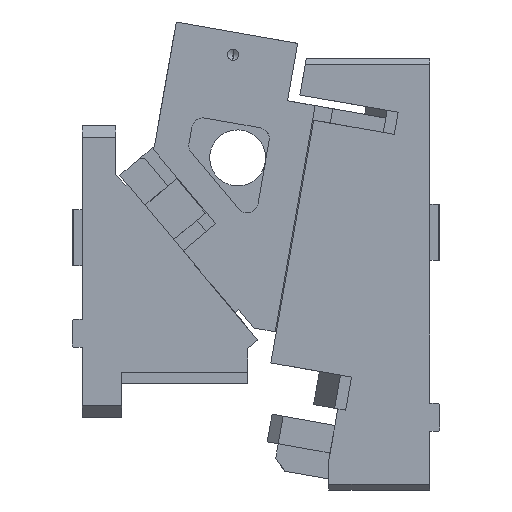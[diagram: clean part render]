
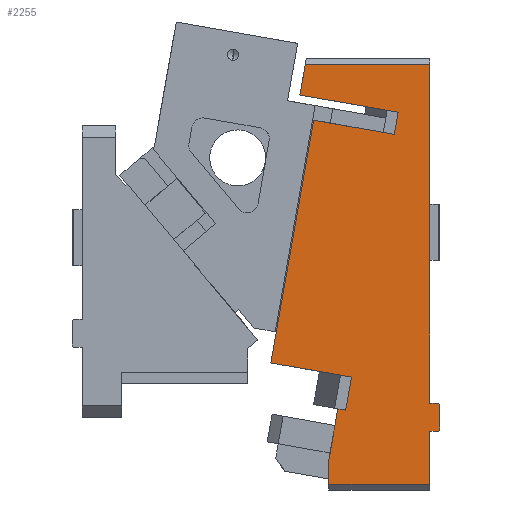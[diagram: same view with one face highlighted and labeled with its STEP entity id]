
A CAD part, left-side view. The second image highlights one B-rep face of the part: STEP entity #2255.
In plain terms, the highlighted planar face has unit normal (-1, 0, 0).
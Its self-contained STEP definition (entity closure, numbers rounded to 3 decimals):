
#1205=CARTESIAN_POINT('Line Origine',(-55.,-126.97,-403.208)) ;
#1209=CARTESIAN_POINT('Vertex',(-55.,-81.97,-403.208)) ;
#1211=CARTESIAN_POINT('Vertex',(-55.,-171.97,-403.208)) ;
#1236=CARTESIAN_POINT('Line Origine',(-55.,-93.514,-336.348)) ;
#1240=CARTESIAN_POINT('Vertex',(-55.,-90.068,-335.741)) ;
#1242=CARTESIAN_POINT('Vertex',(-55.,-96.961,-336.956)) ;
#1617=CARTESIAN_POINT('Vertex',(-55.,-143.846,-71.058)) ;
#1620=CARTESIAN_POINT('Line Origine',(-55.,-100.022,-63.331)) ;
#1624=CARTESIAN_POINT('Vertex',(-55.,-56.198,-55.603)) ;
#1744=CARTESIAN_POINT('Line Origine',(-55.,-142.11,-80.906)) ;
#1748=CARTESIAN_POINT('Vertex',(-55.,-140.373,-90.754)) ;
#1751=CARTESIAN_POINT('Line Origine',(-55.,-99.566,-322.184)) ;
#1755=CARTESIAN_POINT('Vertex',(-55.,-102.171,-307.412)) ;
#1813=CARTESIAN_POINT('Vertex',(-55.,-68.482,-78.078)) ;
#1816=CARTESIAN_POINT('Line Origine',(-55.,-104.428,-84.416)) ;
#1830=CARTESIAN_POINT('Line Origine',(-55.,-49.381,-186.407)) ;
#1834=CARTESIAN_POINT('Vertex',(-55.,-30.28,-294.736)) ;
#1916=CARTESIAN_POINT('Line Origine',(-55.,-66.225,-301.074)) ;
#2043=CARTESIAN_POINT('Vertex',(-55.,-171.97,-330.708)) ;
#2046=CARTESIAN_POINT('Line Origine',(-55.,-175.97,-330.708)) ;
#2050=CARTESIAN_POINT('Vertex',(-55.,-179.97,-330.708)) ;
#2065=CARTESIAN_POINT('Line Origine',(-55.,-175.97,-355.708)) ;
#2069=CARTESIAN_POINT('Vertex',(-55.,-171.97,-355.708)) ;
#2071=CARTESIAN_POINT('Vertex',(-55.,-179.97,-355.708)) ;
#2107=CARTESIAN_POINT('Vertex',(-55.,-180.97,-354.708)) ;
#2112=CARTESIAN_POINT('Line Origine',(-55.,-180.47,-355.208)) ;
#2129=CARTESIAN_POINT('Line Origine',(-55.,-180.97,-343.208)) ;
#2133=CARTESIAN_POINT('Vertex',(-55.,-180.97,-331.708)) ;
#2181=CARTESIAN_POINT('Line Origine',(-55.,-180.47,-331.208)) ;
#2193=CARTESIAN_POINT('Axis2P3D Location',(-55.,-95.341,-351.902)) ;
#2198=CARTESIAN_POINT('Line Origine',(-55.,-171.97,-179.458)) ;
#2202=CARTESIAN_POINT('Vertex',(-55.,-171.97,-28.208)) ;
#2205=CARTESIAN_POINT('Line Origine',(-55.,-116.5,-28.208)) ;
#2209=CARTESIAN_POINT('Vertex',(-55.,-61.029,-28.208)) ;
#2212=CARTESIAN_POINT('Line Origine',(-55.,-58.614,-41.906)) ;
#2217=CARTESIAN_POINT('Line Origine',(-55.,-86.019,-358.701)) ;
#2221=CARTESIAN_POINT('Vertex',(-55.,-81.97,-381.662)) ;
#2224=CARTESIAN_POINT('Line Origine',(-55.,-81.97,-392.435)) ;
#2229=CARTESIAN_POINT('Line Origine',(-55.,-171.97,-379.458)) ;
#1206=DIRECTION('Vector Direction',(0.,-1.,0.)) ;
#1237=DIRECTION('Vector Direction',(0.,-0.985,-0.174)) ;
#1621=DIRECTION('Vector Direction',(0.,-0.985,-0.174)) ;
#1745=DIRECTION('Vector Direction',(0.,-0.174,0.985)) ;
#1752=DIRECTION('Vector Direction',(0.,-0.174,0.985)) ;
#1817=DIRECTION('Vector Direction',(0.,0.985,0.174)) ;
#1831=DIRECTION('Vector Direction',(0.,0.174,-0.985)) ;
#1917=DIRECTION('Vector Direction',(0.,0.985,0.174)) ;
#2047=DIRECTION('Vector Direction',(0.,-1.,0.)) ;
#2066=DIRECTION('Vector Direction',(0.,-1.,0.)) ;
#2113=DIRECTION('Vector Direction',(0.,-0.707,0.707)) ;
#2130=DIRECTION('Vector Direction',(0.,0.,1.)) ;
#2182=DIRECTION('Vector Direction',(0.,-0.707,-0.707)) ;
#2194=DIRECTION('Axis2P3D Direction',(-1.,0.,0.)) ;
#2195=DIRECTION('Axis2P3D XDirection',(0.,0.,1.)) ;
#2199=DIRECTION('Vector Direction',(0.,0.,-1.)) ;
#2206=DIRECTION('Vector Direction',(0.,1.,0.)) ;
#2213=DIRECTION('Vector Direction',(0.,-0.174,0.985)) ;
#2218=DIRECTION('Vector Direction',(0.,-0.174,0.985)) ;
#2225=DIRECTION('Vector Direction',(0.,0.,-1.)) ;
#2230=DIRECTION('Vector Direction',(0.,0.,-1.)) ;
#2196=AXIS2_PLACEMENT_3D('Plane Axis2P3D',#2193,#2194,#2195) ;
#2235=ORIENTED_EDGE('',*,*,#2052,.F.) ;
#2236=ORIENTED_EDGE('',*,*,#2204,.F.) ;
#2237=ORIENTED_EDGE('',*,*,#2211,.T.) ;
#2238=ORIENTED_EDGE('',*,*,#2216,.F.) ;
#2239=ORIENTED_EDGE('',*,*,#1626,.T.) ;
#2240=ORIENTED_EDGE('',*,*,#1750,.F.) ;
#2241=ORIENTED_EDGE('',*,*,#1820,.T.) ;
#2242=ORIENTED_EDGE('',*,*,#1836,.T.) ;
#2243=ORIENTED_EDGE('',*,*,#1920,.F.) ;
#2244=ORIENTED_EDGE('',*,*,#1757,.F.) ;
#2245=ORIENTED_EDGE('',*,*,#1244,.F.) ;
#2246=ORIENTED_EDGE('',*,*,#2223,.F.) ;
#2247=ORIENTED_EDGE('',*,*,#2228,.T.) ;
#2248=ORIENTED_EDGE('',*,*,#1213,.T.) ;
#2249=ORIENTED_EDGE('',*,*,#2233,.F.) ;
#2250=ORIENTED_EDGE('',*,*,#2073,.T.) ;
#2251=ORIENTED_EDGE('',*,*,#2116,.F.) ;
#2252=ORIENTED_EDGE('',*,*,#2135,.F.) ;
#2253=ORIENTED_EDGE('',*,*,#2185,.F.) ;
#1207=VECTOR('Line Direction',#1206,1.) ;
#1238=VECTOR('Line Direction',#1237,1.) ;
#1622=VECTOR('Line Direction',#1621,1.) ;
#1746=VECTOR('Line Direction',#1745,1.) ;
#1753=VECTOR('Line Direction',#1752,1.) ;
#1818=VECTOR('Line Direction',#1817,1.) ;
#1832=VECTOR('Line Direction',#1831,1.) ;
#1918=VECTOR('Line Direction',#1917,1.) ;
#2048=VECTOR('Line Direction',#2047,1.) ;
#2067=VECTOR('Line Direction',#2066,1.) ;
#2114=VECTOR('Line Direction',#2113,1.) ;
#2131=VECTOR('Line Direction',#2130,1.) ;
#2183=VECTOR('Line Direction',#2182,1.) ;
#2200=VECTOR('Line Direction',#2199,1.) ;
#2207=VECTOR('Line Direction',#2206,1.) ;
#2214=VECTOR('Line Direction',#2213,1.) ;
#2219=VECTOR('Line Direction',#2218,1.) ;
#2226=VECTOR('Line Direction',#2225,1.) ;
#2231=VECTOR('Line Direction',#2230,1.) ;
#2255=ADVANCED_FACE('CAM HOLDER',(#2254),#2197,.T.) ;
#1213=EDGE_CURVE('',#1210,#1212,#1208,.T.) ;
#1244=EDGE_CURVE('',#1241,#1243,#1239,.T.) ;
#1626=EDGE_CURVE('',#1625,#1618,#1623,.T.) ;
#1750=EDGE_CURVE('',#1749,#1618,#1747,.T.) ;
#1757=EDGE_CURVE('',#1243,#1756,#1754,.T.) ;
#1820=EDGE_CURVE('',#1749,#1814,#1819,.T.) ;
#1836=EDGE_CURVE('',#1814,#1835,#1833,.T.) ;
#1920=EDGE_CURVE('',#1756,#1835,#1919,.T.) ;
#2052=EDGE_CURVE('',#2044,#2051,#2049,.T.) ;
#2073=EDGE_CURVE('',#2070,#2072,#2068,.T.) ;
#2116=EDGE_CURVE('',#2108,#2072,#2115,.F.) ;
#2135=EDGE_CURVE('',#2134,#2108,#2132,.F.) ;
#2185=EDGE_CURVE('',#2051,#2134,#2184,.T.) ;
#2204=EDGE_CURVE('',#2203,#2044,#2201,.T.) ;
#2211=EDGE_CURVE('',#2203,#2210,#2208,.T.) ;
#2216=EDGE_CURVE('',#1625,#2210,#2215,.T.) ;
#2223=EDGE_CURVE('',#2222,#1241,#2220,.T.) ;
#2228=EDGE_CURVE('',#2222,#1210,#2227,.T.) ;
#2233=EDGE_CURVE('',#2070,#1212,#2232,.T.) ;
#2234=EDGE_LOOP('',(#2235,#2236,#2237,#2238,#2239,#2240,#2241,#2242,#2243,#2244,#2245,#2246,#2247,#2248,#2249,#2250,#2251,#2252,#2253)) ;
#2254=FACE_OUTER_BOUND('',#2234,.T.) ;
#1208=LINE('Line',#1205,#1207) ;
#1239=LINE('Line',#1236,#1238) ;
#1623=LINE('Line',#1620,#1622) ;
#1747=LINE('Line',#1744,#1746) ;
#1754=LINE('Line',#1751,#1753) ;
#1819=LINE('Line',#1816,#1818) ;
#1833=LINE('Line',#1830,#1832) ;
#1919=LINE('Line',#1916,#1918) ;
#2049=LINE('Line',#2046,#2048) ;
#2068=LINE('Line',#2065,#2067) ;
#2115=LINE('Line',#2112,#2114) ;
#2132=LINE('Line',#2129,#2131) ;
#2184=LINE('Line',#2181,#2183) ;
#2201=LINE('Line',#2198,#2200) ;
#2208=LINE('Line',#2205,#2207) ;
#2215=LINE('Line',#2212,#2214) ;
#2220=LINE('Line',#2217,#2219) ;
#2227=LINE('Line',#2224,#2226) ;
#2232=LINE('Line',#2229,#2231) ;
#2197=PLANE('Plane',#2196) ;
#1210=VERTEX_POINT('',#1209) ;
#1212=VERTEX_POINT('',#1211) ;
#1241=VERTEX_POINT('',#1240) ;
#1243=VERTEX_POINT('',#1242) ;
#1618=VERTEX_POINT('',#1617) ;
#1625=VERTEX_POINT('',#1624) ;
#1749=VERTEX_POINT('',#1748) ;
#1756=VERTEX_POINT('',#1755) ;
#1814=VERTEX_POINT('',#1813) ;
#1835=VERTEX_POINT('',#1834) ;
#2044=VERTEX_POINT('',#2043) ;
#2051=VERTEX_POINT('',#2050) ;
#2070=VERTEX_POINT('',#2069) ;
#2072=VERTEX_POINT('',#2071) ;
#2108=VERTEX_POINT('',#2107) ;
#2134=VERTEX_POINT('',#2133) ;
#2203=VERTEX_POINT('',#2202) ;
#2210=VERTEX_POINT('',#2209) ;
#2222=VERTEX_POINT('',#2221) ;
